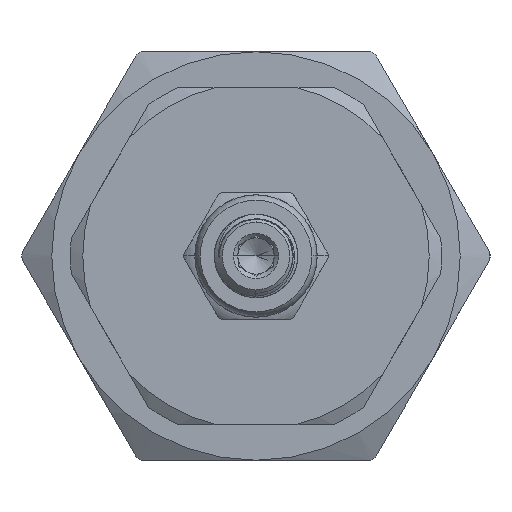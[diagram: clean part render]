
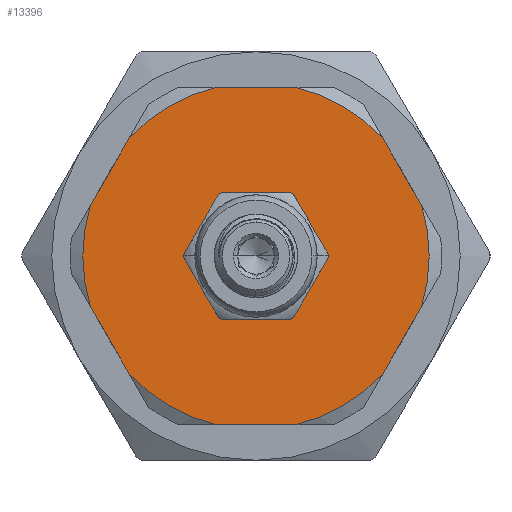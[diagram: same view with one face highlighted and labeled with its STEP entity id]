
A CAD part, left-side view. The second image highlights one B-rep face of the part: STEP entity #13396.
In plain terms, the highlighted planar face has unit normal (-1, 0, 0).
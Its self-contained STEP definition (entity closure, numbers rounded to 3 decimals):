
#14 = DIRECTION ( 'NONE',  ( 0., 1., 0. ) ) ;
#85 = CARTESIAN_POINT ( 'NONE',  ( -12.6, 0., 0. ) ) ;
#97 = DIRECTION ( 'NONE',  ( 1., 0., 0. ) ) ;
#117 = DIRECTION ( 'NONE',  ( 0., 0., -1. ) ) ;
#118 = DIRECTION ( 'NONE',  ( 1., 0., 0. ) ) ;
#134 = DIRECTION ( 'NONE',  ( 0., 0., -1. ) ) ;
#181 = CARTESIAN_POINT ( 'NONE',  ( -12.6, 0., 0. ) ) ;
#211 = CARTESIAN_POINT ( 'NONE',  ( -12.6, -10.97, -19. ) ) ;
#524 = AXIS2_PLACEMENT_3D ( 'NONE', #9433, #9436, #9437 ) ;
#834 = CIRCLE ( 'NONE', #5483, 6.875 ) ;
#939 = CIRCLE ( 'NONE', #5459, 19.5 ) ;
#1019 = CIRCLE ( 'NONE', #5570, 19.5 ) ;
#1020 = CIRCLE ( 'NONE', #5564, 19.5 ) ;
#1033 = CIRCLE ( 'NONE', #5510, 19.5 ) ;
#1150 = LINE ( 'NONE', #15608, #1310 ) ;
#1171 = FACE_BOUND ( 'NONE', #7101, .T. ) ;
#1269 = CIRCLE ( 'NONE', #5863, 19.5 ) ;
#1290 = CIRCLE ( 'NONE', #5457, 19.5 ) ;
#1310 = VECTOR ( 'NONE', #15622, 1000. ) ;
#1400 = VECTOR ( 'NONE', #14, 1000. ) ;
#1433 = LINE ( 'NONE', #211, #1400 ) ;
#2342 = VERTEX_POINT ( 'NONE', #9372 ) ;
#2495 = ORIENTED_EDGE ( 'NONE', *, *, #16559, .F. ) ;
#2508 = ORIENTED_EDGE ( 'NONE', *, *, #5818, .F. ) ;
#2540 = ORIENTED_EDGE ( 'NONE', *, *, #5842, .F. ) ;
#2699 = ORIENTED_EDGE ( 'NONE', *, *, #5686, .F. ) ;
#2839 = ORIENTED_EDGE ( 'NONE', *, *, #16568, .F. ) ;
#2841 = ORIENTED_EDGE ( 'NONE', *, *, #5685, .T. ) ;
#2853 = ORIENTED_EDGE ( 'NONE', *, *, #16795, .F. ) ;
#2874 = ORIENTED_EDGE ( 'NONE', *, *, #5804, .F. ) ;
#2927 = ORIENTED_EDGE ( 'NONE', *, *, #16788, .F. ) ;
#2941 = ORIENTED_EDGE ( 'NONE', *, *, #5813, .F. ) ;
#3058 = ORIENTED_EDGE ( 'NONE', *, *, #5682, .F. ) ;
#3109 = ORIENTED_EDGE ( 'NONE', *, *, #5526, .F. ) ;
#3156 = VERTEX_POINT ( 'NONE', #8787 ) ;
#3165 = ORIENTED_EDGE ( 'NONE', *, *, #5753, .F. ) ;
#3180 = ORIENTED_EDGE ( 'NONE', *, *, #16802, .F. ) ;
#5457 = AXIS2_PLACEMENT_3D ( 'NONE', #6300, #6008, #5954 ) ;
#5459 = AXIS2_PLACEMENT_3D ( 'NONE', #6275, #6037, #6007 ) ;
#5483 = AXIS2_PLACEMENT_3D ( 'NONE', #17992, #18009, #18010 ) ;
#5510 = AXIS2_PLACEMENT_3D ( 'NONE', #18429, #18423, #18296 ) ;
#5526 = EDGE_CURVE ( 'NONE', #2342, #3156, #834, .T. ) ;
#5564 = AXIS2_PLACEMENT_3D ( 'NONE', #6233, #6062, #5953 ) ;
#5570 = AXIS2_PLACEMENT_3D ( 'NONE', #85, #97, #117 ) ;
#5682 = EDGE_CURVE ( 'NONE', #17002, #17104, #1020, .T. ) ;
#5685 = EDGE_CURVE ( 'NONE', #16977, #17109, #939, .T. ) ;
#5686 = EDGE_CURVE ( 'NONE', #17179, #17120, #1290, .T. ) ;
#5753 = EDGE_CURVE ( 'NONE', #17104, #17109, #1150, .T. ) ;
#5804 = EDGE_CURVE ( 'NONE', #16988, #17048, #1433, .T. ) ;
#5813 = EDGE_CURVE ( 'NONE', #17122, #17130, #1269, .T. ) ;
#5818 = EDGE_CURVE ( 'NONE', #16942, #16988, #1019, .T. ) ;
#5842 = EDGE_CURVE ( 'NONE', #17048, #17180, #1033, .T. ) ;
#5863 = AXIS2_PLACEMENT_3D ( 'NONE', #181, #118, #134 ) ;
#5953 = DIRECTION ( 'NONE',  ( 0., 0., -1. ) ) ;
#5954 = DIRECTION ( 'NONE',  ( 0., 0., -1. ) ) ;
#6007 = DIRECTION ( 'NONE',  ( 0., 0., 1. ) ) ;
#6008 = DIRECTION ( 'NONE',  ( 1., 0., 0. ) ) ;
#6037 = DIRECTION ( 'NONE',  ( -1., 0., 0. ) ) ;
#6062 = DIRECTION ( 'NONE',  ( 1., 0., 0. ) ) ;
#6233 = CARTESIAN_POINT ( 'NONE',  ( -12.6, 0., 0. ) ) ;
#6275 = CARTESIAN_POINT ( 'NONE',  ( -12.6, 0., 0. ) ) ;
#6300 = CARTESIAN_POINT ( 'NONE',  ( -12.6, 0., 0. ) ) ;
#7076 = EDGE_LOOP ( 'NONE', ( #2540, #2874, #2508, #2839, #2699, #2927, #2941, #2495, #2841, #3165, #3058, #3180 ) ) ;
#7101 = EDGE_LOOP ( 'NONE', ( #2853, #3109 ) ) ;
#8787 = CARTESIAN_POINT ( 'NONE',  ( -12.6, 6.875, 0. ) ) ;
#9372 = CARTESIAN_POINT ( 'NONE',  ( -12.6, -6.875, 0. ) ) ;
#9433 = CARTESIAN_POINT ( 'NONE',  ( -12.6, 32.909, 19. ) ) ;
#9434 = PLANE ( 'NONE',  #524 ) ;
#9436 = DIRECTION ( 'NONE',  ( 1., 0., 0. ) ) ;
#9437 = DIRECTION ( 'NONE',  ( 0., 0., -1. ) ) ;
#12645 = DIRECTION ( 'NONE',  ( 0., -1., 0. ) ) ;
#12649 = CARTESIAN_POINT ( 'NONE',  ( -12.6, 10.97, 19. ) ) ;
#12659 = CARTESIAN_POINT ( 'NONE',  ( -12.6, -21.939, 0. ) ) ;
#12683 = DIRECTION ( 'NONE',  ( 0., 0.5, -0.866 ) ) ;
#13194 = AXIS2_PLACEMENT_3D ( 'NONE', #14522, #14523, #14524 ) ;
#13396 = ADVANCED_FACE ( 'NONE', ( #16429, #1171 ), #9434, .F. ) ;
#14463 = DIRECTION ( 'NONE',  ( 0., -0.5, -0.866 ) ) ;
#14466 = CARTESIAN_POINT ( 'NONE',  ( -12.6, -10.97, 19. ) ) ;
#14522 = CARTESIAN_POINT ( 'NONE',  ( -12.6, 0., 0. ) ) ;
#14523 = DIRECTION ( 'NONE',  ( -1., 0., 0. ) ) ;
#14524 = DIRECTION ( 'NONE',  ( 0., 0., -1. ) ) ;
#14542 = DIRECTION ( 'NONE',  ( 0., 0.5, 0.866 ) ) ;
#14543 = CARTESIAN_POINT ( 'NONE',  ( -12.6, 10.97, -19. ) ) ;
#15363 = CARTESIAN_POINT ( 'NONE',  ( -12.6, -14.261, -13.3 ) ) ;
#15394 = CARTESIAN_POINT ( 'NONE',  ( -12.6, 4.387, 19. ) ) ;
#15405 = CARTESIAN_POINT ( 'NONE',  ( -12.6, -4.387, -19. ) ) ;
#15418 = CARTESIAN_POINT ( 'NONE',  ( -12.6, 18.648, -5.7 ) ) ;
#15463 = CARTESIAN_POINT ( 'NONE',  ( -12.6, 4.387, -19. ) ) ;
#15491 = CARTESIAN_POINT ( 'NONE',  ( -12.6, -18.648, -5.7 ) ) ;
#15502 = CARTESIAN_POINT ( 'NONE',  ( -12.6, 18.648, 5.7 ) ) ;
#15507 = CARTESIAN_POINT ( 'NONE',  ( -12.6, 14.261, 13.3 ) ) ;
#15518 = CARTESIAN_POINT ( 'NONE',  ( -12.6, -4.387, 19. ) ) ;
#15524 = CARTESIAN_POINT ( 'NONE',  ( -12.6, -14.261, 13.3 ) ) ;
#15531 = CARTESIAN_POINT ( 'NONE',  ( -12.6, -18.648, 5.7 ) ) ;
#15532 = CARTESIAN_POINT ( 'NONE',  ( -12.6, 14.261, -13.3 ) ) ;
#15608 = CARTESIAN_POINT ( 'NONE',  ( -12.6, 21.939, 0. ) ) ;
#15622 = DIRECTION ( 'NONE',  ( 0., -0.5, 0.866 ) ) ;
#16091 = VECTOR ( 'NONE', #12645, 1000. ) ;
#16096 = VECTOR ( 'NONE', #12683, 1000. ) ;
#16360 = LINE ( 'NONE', #12649, #16091 ) ;
#16429 = FACE_OUTER_BOUND ( 'NONE', #7076, .T. ) ;
#16435 = LINE ( 'NONE', #12659, #16096 ) ;
#16559 = EDGE_CURVE ( 'NONE', #16977, #17122, #16360, .T. ) ;
#16568 = EDGE_CURVE ( 'NONE', #17120, #16942, #16435, .T. ) ;
#16788 = EDGE_CURVE ( 'NONE', #17130, #17179, #18199, .T. ) ;
#16795 = EDGE_CURVE ( 'NONE', #3156, #2342, #18259, .T. ) ;
#16802 = EDGE_CURVE ( 'NONE', #17180, #17002, #18124, .T. ) ;
#16942 = VERTEX_POINT ( 'NONE', #15363 ) ;
#16977 = VERTEX_POINT ( 'NONE', #15394 ) ;
#16988 = VERTEX_POINT ( 'NONE', #15405 ) ;
#17002 = VERTEX_POINT ( 'NONE', #15418 ) ;
#17048 = VERTEX_POINT ( 'NONE', #15463 ) ;
#17104 = VERTEX_POINT ( 'NONE', #15502 ) ;
#17109 = VERTEX_POINT ( 'NONE', #15507 ) ;
#17120 = VERTEX_POINT ( 'NONE', #15491 ) ;
#17122 = VERTEX_POINT ( 'NONE', #15518 ) ;
#17130 = VERTEX_POINT ( 'NONE', #15524 ) ;
#17179 = VERTEX_POINT ( 'NONE', #15531 ) ;
#17180 = VERTEX_POINT ( 'NONE', #15532 ) ;
#17992 = CARTESIAN_POINT ( 'NONE',  ( -12.6, 0., 0. ) ) ;
#18009 = DIRECTION ( 'NONE',  ( -1., 0., 0. ) ) ;
#18010 = DIRECTION ( 'NONE',  ( 0., 0., -1. ) ) ;
#18124 = LINE ( 'NONE', #14543, #18218 ) ;
#18199 = LINE ( 'NONE', #14466, #18276 ) ;
#18218 = VECTOR ( 'NONE', #14542, 1000. ) ;
#18259 = CIRCLE ( 'NONE', #13194, 6.875 ) ;
#18276 = VECTOR ( 'NONE', #14463, 1000. ) ;
#18296 = DIRECTION ( 'NONE',  ( 0., 0., -1. ) ) ;
#18423 = DIRECTION ( 'NONE',  ( 1., 0., 0. ) ) ;
#18429 = CARTESIAN_POINT ( 'NONE',  ( -12.6, 0., 0. ) ) ;
